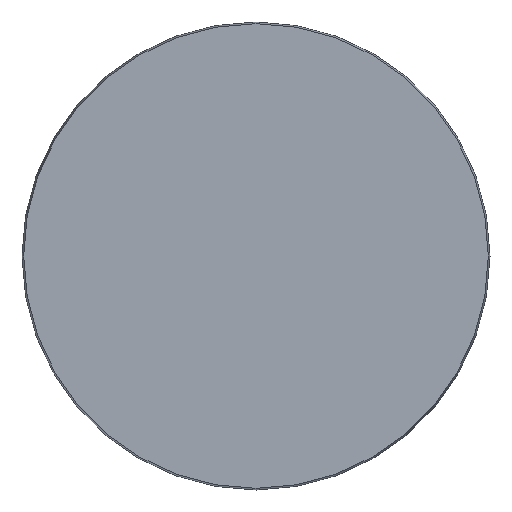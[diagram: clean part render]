
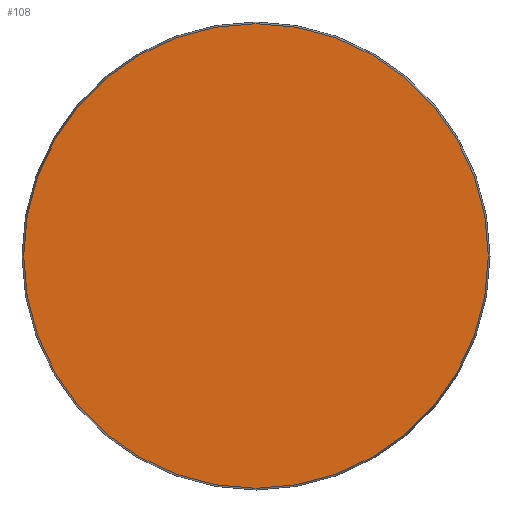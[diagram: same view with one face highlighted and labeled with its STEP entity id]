
A CAD part, front view. The second image highlights one B-rep face of the part: STEP entity #108.
In plain terms, the highlighted planar face has unit normal (0, -1, 0).
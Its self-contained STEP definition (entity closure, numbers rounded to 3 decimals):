
#39 = EDGE_LOOP ( 'NONE', ( #353 ) ) ;
#64 = VERTEX_POINT ( 'NONE', #271 ) ;
#81 = AXIS2_PLACEMENT_3D ( 'NONE', #264, #305, #83 ) ;
#83 = DIRECTION ( 'NONE',  ( 0., 0., -1. ) ) ;
#108 = ADVANCED_FACE ( 'NONE', ( #195 ), #319, .F. ) ;
#127 = AXIS2_PLACEMENT_3D ( 'NONE', #197, #201, #245 ) ;
#195 = FACE_OUTER_BOUND ( 'NONE', #39, .T. ) ;
#197 = CARTESIAN_POINT ( 'NONE',  ( -78.425, 0., 0. ) ) ;
#201 = DIRECTION ( 'NONE',  ( 0., 1., 0. ) ) ;
#245 = DIRECTION ( 'NONE',  ( 0., 0., 1. ) ) ;
#264 = CARTESIAN_POINT ( 'NONE',  ( 0., 0., 0. ) ) ;
#271 = CARTESIAN_POINT ( 'NONE',  ( 0., 0., -78.425 ) ) ;
#305 = DIRECTION ( 'NONE',  ( 0., -1., 0. ) ) ;
#319 = PLANE ( 'NONE',  #127 ) ;
#353 = ORIENTED_EDGE ( 'NONE', *, *, #398, .T. ) ;
#359 = CIRCLE ( 'NONE', #81, 78.425 ) ;
#398 = EDGE_CURVE ( 'NONE', #64, #64, #359, .T. ) ;
